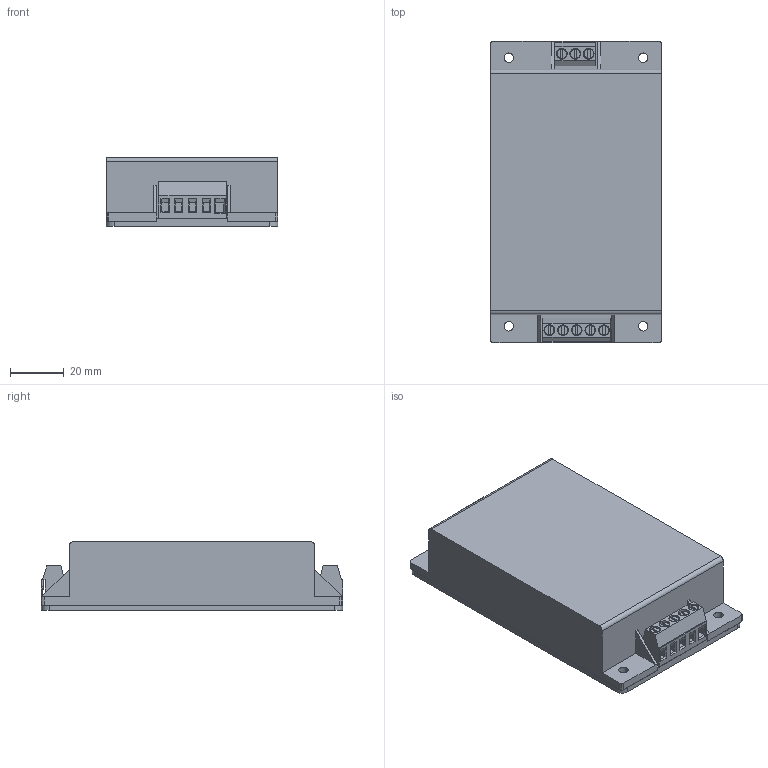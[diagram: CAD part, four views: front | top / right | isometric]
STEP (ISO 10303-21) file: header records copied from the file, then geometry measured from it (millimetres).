
FILE_DESCRIPTION (( 'STEP AP214' ), '1' );
FILE_NAME ('PSE12-DC24-40.STEP', '2020-03-15T01:51:08', ( '' ), ( '' ), 'SwSTEP 2.0', 'SolidWorks 2019', '' );
FILE_SCHEMA (( 'AUTOMOTIVE_DESIGN' ));
Length unit declared in the file: millimetre
Products named in the file (1): PSE12-DC24-40
Bounding box: 63.8 x 112 x 25.6 mm (x, y, z)
Volume: 158165.5 mm3; surface area: 40615.6 mm2
Topology: 12 solids, 12 shells, 282 faces, 688 edges, 440 vertices
Faces by surface type: plane 222, cylinder 54, bspline 6
Entity records: 8371 total; most frequent: CARTESIAN_POINT 1489, ORIENTED_EDGE 1376, DIRECTION 1370, EDGE_CURVE 688, LINE 536, VECTOR 536, VERTEX_POINT 440, AXIS2_PLACEMENT_3D 417
